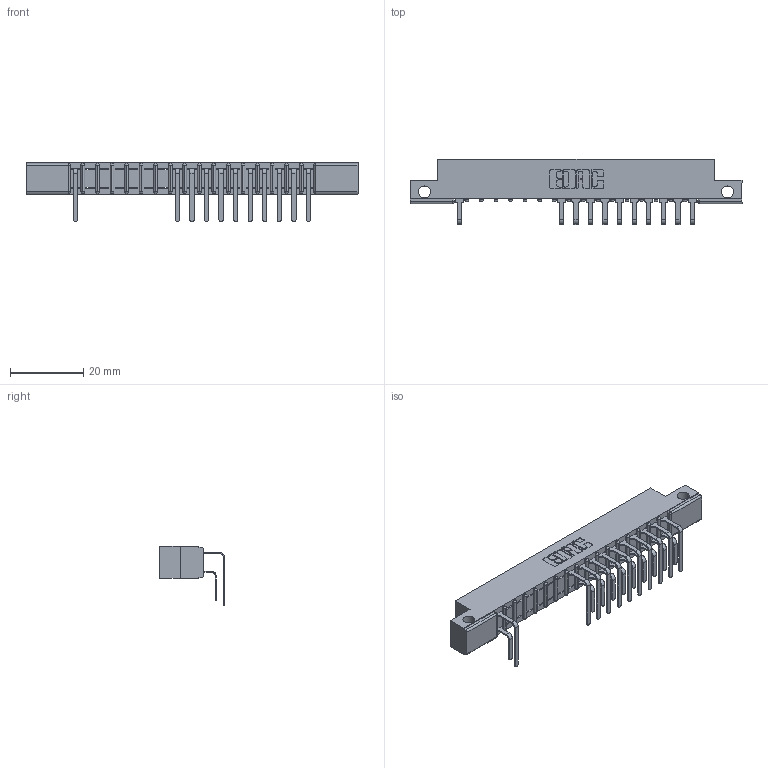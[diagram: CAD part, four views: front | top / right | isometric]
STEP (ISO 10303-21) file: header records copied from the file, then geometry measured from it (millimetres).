
FILE_DESCRIPTION (( 'STEP AP203' ), '1' );
FILE_NAME ('307-017-559-112.STEP', '2018-08-03T22:01:39', ( '' ), ( '' ), 'SwSTEP 2.0', 'SolidWorks 2016', '' );
FILE_SCHEMA (( 'CONFIG_CONTROL_DESIGN' ));
Length unit declared in the file: inch
Products named in the file (4): 307 Part_.128 Dia Side Mounting Holes; 307-290-001_558 559 - 1 (Single); 307-290-001_559 - 2 (Single); 307-017-559-112
Assembly tree (22 placements, depth 2):
  307-017-559-112
    307 Part_.128 Dia Side Mounting Holes
    307-290-001_558 559 - 1 (Single)  x10
    307-290-001_559 - 2 (Single)  x11
Bounding box: 90.37 x 17.69 x 16.08 mm (x, y, z)
Volume: 5762.5 mm3; surface area: 9319 mm2
Topology: 22 solids, 22 shells, 1316 faces, 3721 edges, 2402 vertices
Faces by surface type: plane 841, cylinder 439, sphere 36
Entity records: 19233 total; most frequent: CARTESIAN_POINT 3210, ORIENTED_EDGE 3190, DIRECTION 3141, EDGE_CURVE 1595, VECTOR 1211, LINE 1211, VERTEX_POINT 1034, AXIS2_PLACEMENT_3D 965
